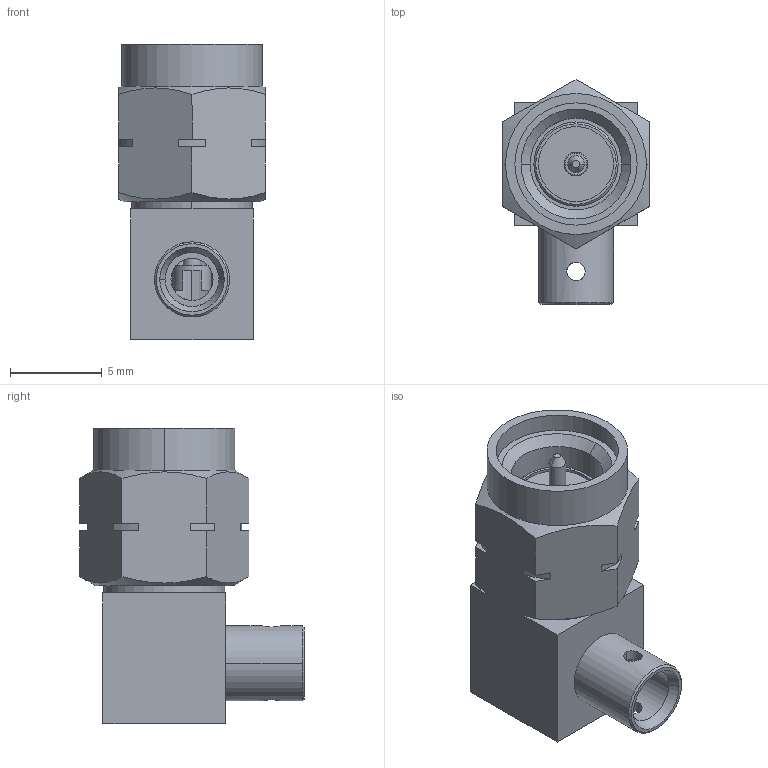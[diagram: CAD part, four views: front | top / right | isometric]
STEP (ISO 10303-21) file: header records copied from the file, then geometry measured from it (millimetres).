
FILE_DESCRIPTION (( 'STEP AP214' ), '1' );
FILE_NAME ('!ÔÈÌÄ.434521.008-22 Âèëêà êàáåëüíàÿ óãëîâàÿ.STEP', '2024-07-30T08:49:14', ( '' ), ( '' ), 'SwSTEP 2.0', 'SolidWorks 2018', '' );
FILE_SCHEMA (( 'AUTOMOTIVE_DESIGN' ));
Length unit declared in the file: millimetre
Products named in the file (1): !ÔÈÌÄ.434521.008-22 Âèëêà êàáåëüíàÿ óãëîâàÿ
Bounding box: 8 x 12.27 x 16.15 mm (x, y, z)
Volume: 633.9 mm3; surface area: 1030.4 mm2
Topology: 1 solids, 5 shells, 148 faces, 348 edges, 227 vertices
Faces by surface type: cylinder 62, plane 50, cone 22, sphere 14
Entity records: 4582 total; most frequent: CARTESIAN_POINT 1032, DIRECTION 762, ORIENTED_EDGE 696, EDGE_CURVE 348, AXIS2_PLACEMENT_3D 307, VERTEX_POINT 227, EDGE_LOOP 175, CIRCLE 158
